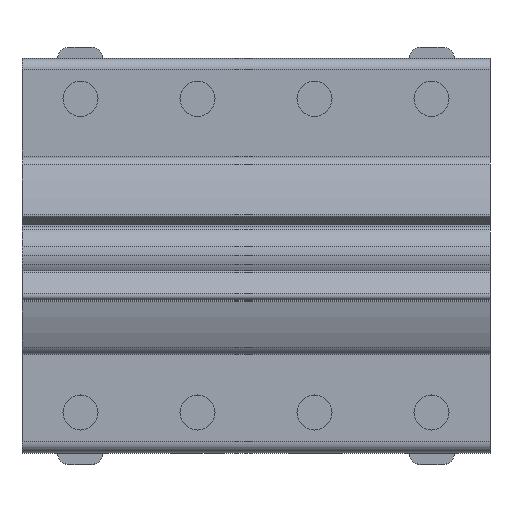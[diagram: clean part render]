
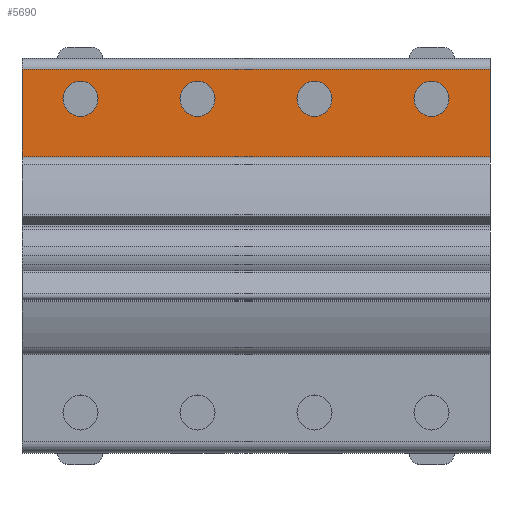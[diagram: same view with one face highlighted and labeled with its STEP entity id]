
A CAD part, top view. The second image highlights one B-rep face of the part: STEP entity #5690.
In plain terms, the highlighted planar face has unit normal (0, 0, 1).
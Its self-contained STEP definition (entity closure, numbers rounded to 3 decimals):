
#5531=AXIS2_PLACEMENT_3D('Plane Axis2P3D',#5528,#5529,#5530) ;
#5620=AXIS2_PLACEMENT_3D('Circle Axis2P3D',#5618,#5619,$) ;
#5629=AXIS2_PLACEMENT_3D('Circle Axis2P3D',#5627,#5628,$) ;
#5638=AXIS2_PLACEMENT_3D('Circle Axis2P3D',#5636,#5637,$) ;
#5647=AXIS2_PLACEMENT_3D('Circle Axis2P3D',#5645,#5646,$) ;
#5656=AXIS2_PLACEMENT_3D('Circle Axis2P3D',#5654,#5655,$) ;
#5665=AXIS2_PLACEMENT_3D('Circle Axis2P3D',#5663,#5664,$) ;
#5674=AXIS2_PLACEMENT_3D('Circle Axis2P3D',#5672,#5673,$) ;
#5683=AXIS2_PLACEMENT_3D('Circle Axis2P3D',#5681,#5682,$) ;
#1816=CARTESIAN_POINT('Vertex',(0.,42.508,-14.)) ;
#1819=CARTESIAN_POINT('Line Origine',(0.,32.504,-14.)) ;
#1823=CARTESIAN_POINT('Vertex',(0.,22.5,-14.)) ;
#2200=CARTESIAN_POINT('Vertex',(-106.8,22.5,-14.)) ;
#2203=CARTESIAN_POINT('Line Origine',(-106.8,32.504,-14.)) ;
#2207=CARTESIAN_POINT('Vertex',(-106.8,42.508,-14.)) ;
#4086=CARTESIAN_POINT('Line Origine',(-53.4,42.508,-14.)) ;
#4108=CARTESIAN_POINT('Line Origine',(-53.4,22.5,-14.)) ;
#5528=CARTESIAN_POINT('Axis2P3D Location',(0.,22.5,-14.)) ;
#5618=CARTESIAN_POINT('Axis2P3D Location',(-13.35,35.8,-14.)) ;
#5622=CARTESIAN_POINT('Vertex',(-13.35,31.8,-14.)) ;
#5624=CARTESIAN_POINT('Vertex',(-13.35,39.8,-14.)) ;
#5627=CARTESIAN_POINT('Axis2P3D Location',(-13.35,35.8,-14.)) ;
#5636=CARTESIAN_POINT('Axis2P3D Location',(-40.05,35.8,-14.)) ;
#5640=CARTESIAN_POINT('Vertex',(-40.05,31.8,-14.)) ;
#5642=CARTESIAN_POINT('Vertex',(-40.05,39.8,-14.)) ;
#5645=CARTESIAN_POINT('Axis2P3D Location',(-40.05,35.8,-14.)) ;
#5654=CARTESIAN_POINT('Axis2P3D Location',(-66.75,35.8,-14.)) ;
#5658=CARTESIAN_POINT('Vertex',(-66.75,31.8,-14.)) ;
#5660=CARTESIAN_POINT('Vertex',(-66.75,39.8,-14.)) ;
#5663=CARTESIAN_POINT('Axis2P3D Location',(-66.75,35.8,-14.)) ;
#5672=CARTESIAN_POINT('Axis2P3D Location',(-93.45,35.8,-14.)) ;
#5676=CARTESIAN_POINT('Vertex',(-93.45,31.8,-14.)) ;
#5678=CARTESIAN_POINT('Vertex',(-93.45,39.8,-14.)) ;
#5681=CARTESIAN_POINT('Axis2P3D Location',(-93.45,35.8,-14.)) ;
#1820=DIRECTION('Vector Direction',(0.,1.,0.)) ;
#2204=DIRECTION('Vector Direction',(0.,1.,0.)) ;
#4087=DIRECTION('Vector Direction',(1.,0.,0.)) ;
#4109=DIRECTION('Vector Direction',(-1.,0.,0.)) ;
#5529=DIRECTION('Axis2P3D Direction',(0.,-0.,1.)) ;
#5530=DIRECTION('Axis2P3D XDirection',(0.,1.,0.)) ;
#5619=DIRECTION('Axis2P3D Direction',(0.,-0.,1.)) ;
#5628=DIRECTION('Axis2P3D Direction',(0.,-0.,1.)) ;
#5637=DIRECTION('Axis2P3D Direction',(0.,-0.,1.)) ;
#5646=DIRECTION('Axis2P3D Direction',(0.,-0.,1.)) ;
#5655=DIRECTION('Axis2P3D Direction',(0.,-0.,1.)) ;
#5664=DIRECTION('Axis2P3D Direction',(0.,-0.,1.)) ;
#5673=DIRECTION('Axis2P3D Direction',(0.,-0.,1.)) ;
#5682=DIRECTION('Axis2P3D Direction',(0.,-0.,1.)) ;
#1821=VECTOR('Line Direction',#1820,1.) ;
#2205=VECTOR('Line Direction',#2204,1.) ;
#4088=VECTOR('Line Direction',#4087,1.) ;
#4110=VECTOR('Line Direction',#4109,1.) ;
#5613=ORIENTED_EDGE('',*,*,#2209,.T.) ;
#5614=ORIENTED_EDGE('',*,*,#4112,.F.) ;
#5615=ORIENTED_EDGE('',*,*,#1825,.F.) ;
#5616=ORIENTED_EDGE('',*,*,#4090,.T.) ;
#5633=ORIENTED_EDGE('',*,*,#5626,.T.) ;
#5634=ORIENTED_EDGE('',*,*,#5631,.T.) ;
#5651=ORIENTED_EDGE('',*,*,#5644,.T.) ;
#5652=ORIENTED_EDGE('',*,*,#5649,.T.) ;
#5669=ORIENTED_EDGE('',*,*,#5662,.T.) ;
#5670=ORIENTED_EDGE('',*,*,#5667,.T.) ;
#5687=ORIENTED_EDGE('',*,*,#5680,.T.) ;
#5688=ORIENTED_EDGE('',*,*,#5685,.T.) ;
#5635=FACE_BOUND('',#5632,.T.) ;
#5653=FACE_BOUND('',#5650,.T.) ;
#5671=FACE_BOUND('',#5668,.T.) ;
#5689=FACE_BOUND('',#5686,.T.) ;
#5690=ADVANCED_FACE('PartBody',(#5617,#5635,#5653,#5671,#5689),#5532,.T.) ;
#5621=CIRCLE('generated circle',#5620,4.) ;
#5630=CIRCLE('generated circle',#5629,4.) ;
#5639=CIRCLE('generated circle',#5638,4.) ;
#5648=CIRCLE('generated circle',#5647,4.) ;
#5657=CIRCLE('generated circle',#5656,4.) ;
#5666=CIRCLE('generated circle',#5665,4.) ;
#5675=CIRCLE('generated circle',#5674,4.) ;
#5684=CIRCLE('generated circle',#5683,4.) ;
#1825=EDGE_CURVE('',#1817,#1824,#1822,.F.) ;
#2209=EDGE_CURVE('',#2208,#2201,#2206,.F.) ;
#4090=EDGE_CURVE('',#1817,#2208,#4089,.F.) ;
#4112=EDGE_CURVE('',#1824,#2201,#4111,.T.) ;
#5626=EDGE_CURVE('',#5623,#5625,#5621,.F.) ;
#5631=EDGE_CURVE('',#5625,#5623,#5630,.F.) ;
#5644=EDGE_CURVE('',#5641,#5643,#5639,.F.) ;
#5649=EDGE_CURVE('',#5643,#5641,#5648,.F.) ;
#5662=EDGE_CURVE('',#5659,#5661,#5657,.F.) ;
#5667=EDGE_CURVE('',#5661,#5659,#5666,.F.) ;
#5680=EDGE_CURVE('',#5677,#5679,#5675,.F.) ;
#5685=EDGE_CURVE('',#5679,#5677,#5684,.F.) ;
#5612=EDGE_LOOP('',(#5613,#5614,#5615,#5616)) ;
#5632=EDGE_LOOP('',(#5633,#5634)) ;
#5650=EDGE_LOOP('',(#5651,#5652)) ;
#5668=EDGE_LOOP('',(#5669,#5670)) ;
#5686=EDGE_LOOP('',(#5687,#5688)) ;
#5617=FACE_OUTER_BOUND('',#5612,.T.) ;
#1822=LINE('Line',#1819,#1821) ;
#2206=LINE('Line',#2203,#2205) ;
#4089=LINE('Line',#4086,#4088) ;
#4111=LINE('Line',#4108,#4110) ;
#5532=PLANE('',#5531) ;
#1817=VERTEX_POINT('',#1816) ;
#1824=VERTEX_POINT('',#1823) ;
#2201=VERTEX_POINT('',#2200) ;
#2208=VERTEX_POINT('',#2207) ;
#5623=VERTEX_POINT('',#5622) ;
#5625=VERTEX_POINT('',#5624) ;
#5641=VERTEX_POINT('',#5640) ;
#5643=VERTEX_POINT('',#5642) ;
#5659=VERTEX_POINT('',#5658) ;
#5661=VERTEX_POINT('',#5660) ;
#5677=VERTEX_POINT('',#5676) ;
#5679=VERTEX_POINT('',#5678) ;
